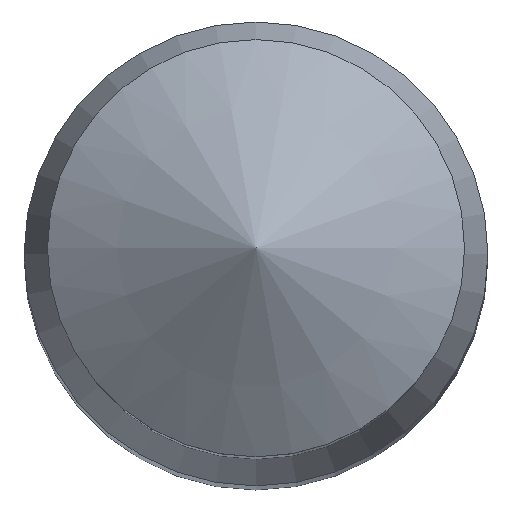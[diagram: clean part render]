
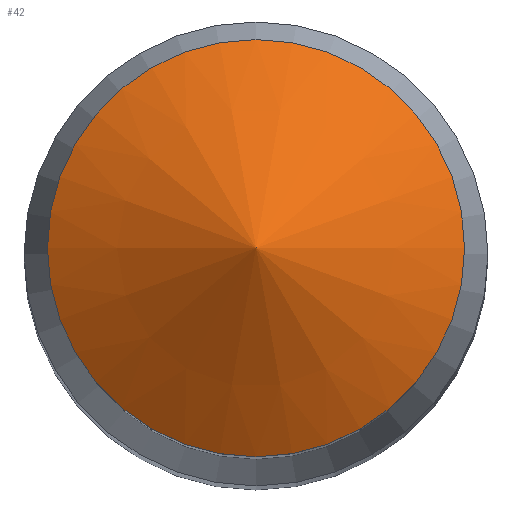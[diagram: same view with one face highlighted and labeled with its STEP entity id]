
A CAD part, top view. The second image highlights one B-rep face of the part: STEP entity #42.
In plain terms, the highlighted conical face has half-angle 59.005 degrees and reference radius 0 mm.
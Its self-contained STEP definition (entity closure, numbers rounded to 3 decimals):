
#33=VERTEX_LOOP('',#82);
#42=ADVANCED_FACE('',(#55,#56),#46,.T.);
#46=CONICAL_SURFACE('',#279,0.,59.005);
#55=FACE_BOUND('',#33,.T.);
#56=FACE_BOUND('',#66,.T.);
#66=EDGE_LOOP('',(#76));
#76=ORIENTED_EDGE('',*,*,#83,.F.);
#77=VERTEX_POINT('',#353);
#82=VERTEX_POINT('',#367);
#83=EDGE_CURVE('',#77,#77,#88,.T.);
#88=CIRCLE('',#269,1.349);
#269=AXIS2_PLACEMENT_3D('',#352,#305,#306);
#279=AXIS2_PLACEMENT_3D('',#368,#325,#326);
#305=DIRECTION('',(0.,0.,-1.));
#306=DIRECTION('',(-1.,0.,0.));
#325=DIRECTION('',(0.,0.,-1.));
#326=DIRECTION('',(-1.,0.,0.));
#352=CARTESIAN_POINT('',(0.,0.,36.69));
#353=CARTESIAN_POINT('',(-1.349,0.,36.69));
#367=CARTESIAN_POINT('',(0.,0.,37.5));
#368=CARTESIAN_POINT('',(0.,0.,37.5));
